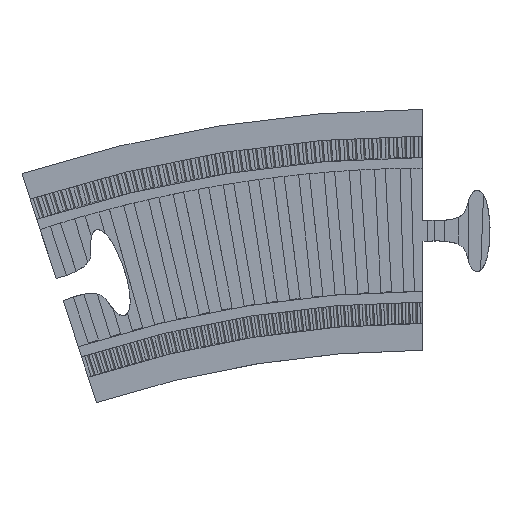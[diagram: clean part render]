
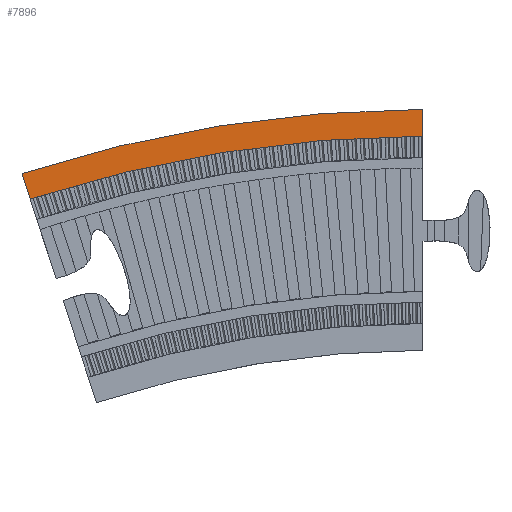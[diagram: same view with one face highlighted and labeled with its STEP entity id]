
A CAD part, top view. The second image highlights one B-rep face of the part: STEP entity #7896.
In plain terms, the highlighted planar face has unit normal (0, 0, 1).
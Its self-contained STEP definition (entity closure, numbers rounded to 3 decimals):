
#335=CIRCLE('',#8309,240.);
#338=CIRCLE('',#8317,245.);
#1078=FACE_OUTER_BOUND('',#1445,.T.);
#1445=EDGE_LOOP('',(#6693,#6694,#6695,#6696));
#1597=LINE('',#10320,#2220);
#1789=LINE('',#11000,#2412);
#2220=VECTOR('',#8553,10.);
#2412=VECTOR('',#8905,10.);
#2857=VERTEX_POINT('',#10317);
#2858=VERTEX_POINT('',#10319);
#3009=VERTEX_POINT('',#10997);
#3010=VERTEX_POINT('',#10999);
#3743=EDGE_CURVE('',#2858,#2857,#1597,.T.);
#3976=EDGE_CURVE('',#3010,#3009,#1789,.T.);
#4674=EDGE_CURVE('',#3009,#2858,#335,.T.);
#4677=EDGE_CURVE('',#2857,#3010,#338,.T.);
#6693=ORIENTED_EDGE('',*,*,#3743,.T.);
#6694=ORIENTED_EDGE('',*,*,#4677,.T.);
#6695=ORIENTED_EDGE('',*,*,#3976,.T.);
#6696=ORIENTED_EDGE('',*,*,#4674,.T.);
#7550=PLANE('',#8316);
#7896=ADVANCED_FACE('',(#1078),#7550,.T.);
#8309=AXIS2_PLACEMENT_3D('',#24840,#9644,#9645);
#8316=AXIS2_PLACEMENT_3D('',#24847,#9658,#9659);
#8317=AXIS2_PLACEMENT_3D('',#24848,#9660,#9661);
#8553=DIRECTION('',(0.,1.,0.));
#8905=DIRECTION('',(0.309,-0.951,0.));
#9644=DIRECTION('center_axis',(0.,0.,-1.));
#9645=DIRECTION('ref_axis',(-0.951,-0.309,0.));
#9658=DIRECTION('center_axis',(0.,0.,1.));
#9659=DIRECTION('ref_axis',(0.951,0.309,0.));
#9660=DIRECTION('center_axis',(0.,0.,1.));
#9661=DIRECTION('ref_axis',(0.951,0.309,0.));
#10317=CARTESIAN_POINT('',(-89.891,-98.472,29.));
#10319=CARTESIAN_POINT('',(-89.891,-103.472,29.));
#10320=CARTESIAN_POINT('',(-89.891,-339.424,29.));
#10997=CARTESIAN_POINT('',(-163.148,-115.217,29.));
#10999=CARTESIAN_POINT('',(-164.693,-110.461,29.));
#11000=CARTESIAN_POINT('',(-164.693,-110.461,29.));
#24840=CARTESIAN_POINT('Origin',(-88.984,-343.47,29.));
#24847=CARTESIAN_POINT('Origin',(-73.688,-130.499,29.));
#24848=CARTESIAN_POINT('Origin',(-88.984,-343.47,29.));
